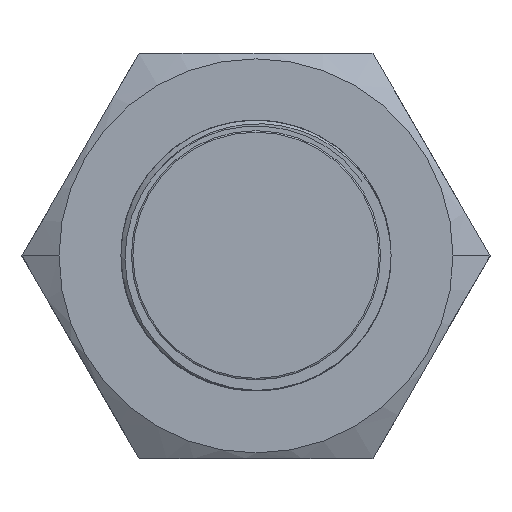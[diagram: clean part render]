
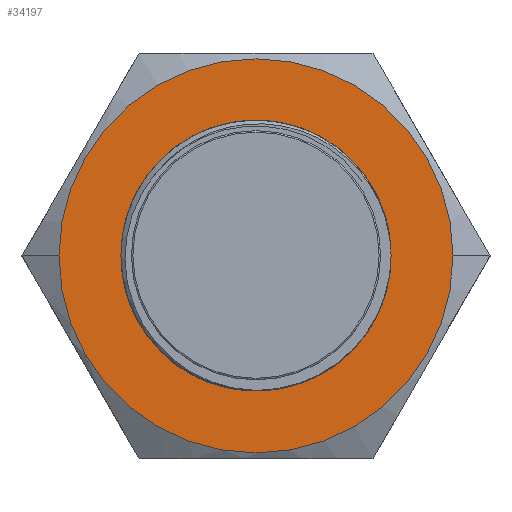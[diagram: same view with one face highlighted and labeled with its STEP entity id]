
A CAD part, top view. The second image highlights one B-rep face of the part: STEP entity #34197.
In plain terms, the highlighted planar face has unit normal (0, 0, 1).
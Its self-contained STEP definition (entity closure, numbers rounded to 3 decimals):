
#3182=CARTESIAN_POINT('',(-18.706,15.588,
-24.));
#3183=DIRECTION('',(0.,0.,-1.));
#3184=DIRECTION('',(1.,0.,0.));
#3185=AXIS2_PLACEMENT_3D('',#3182,#3183,#3184);
#3187=CARTESIAN_POINT('',(-18.706,15.588,
-24.));
#3188=DIRECTION('',(0.,0.,-1.));
#3189=DIRECTION('',(-1.,0.,0.));
#3190=AXIS2_PLACEMENT_3D('',#3187,#3188,#3189);
#3192=CARTESIAN_POINT('',(-25.505,20.877,-24.));
#3193=CARTESIAN_POINT('',(-25.711,20.622,-24.));
#3194=CARTESIAN_POINT('',(-26.093,20.089,-24.));
#3195=CARTESIAN_POINT('',(-26.58,19.219,-24.));
#3196=CARTESIAN_POINT('',(-26.975,18.266,-24.));
#3197=CARTESIAN_POINT('',(-27.256,17.254,-24.));
#3198=CARTESIAN_POINT('',(-27.414,16.243,-24.));
#3199=CARTESIAN_POINT('',(-27.455,15.163,-24.));
#3200=CARTESIAN_POINT('',(-27.344,13.958,-24.));
#3201=CARTESIAN_POINT('',(-27.006,12.565,-24.));
#3202=CARTESIAN_POINT('',(-26.367,11.134,-24.));
#3203=CARTESIAN_POINT('',(-25.516,9.882,-24.));
#3204=CARTESIAN_POINT('',(-24.581,8.904,-24.));
#3205=CARTESIAN_POINT('',(-23.648,8.164,-24.));
#3206=CARTESIAN_POINT('',(-22.705,7.594,-24.));
#3207=CARTESIAN_POINT('',(-21.728,7.154,-24.));
#3208=CARTESIAN_POINT('',(-20.68,6.825,-24.));
#3209=CARTESIAN_POINT('',(-19.605,6.631,-24.));
#3210=CARTESIAN_POINT('',(-18.881,6.59,-24.));
#3211=CARTESIAN_POINT('',(-18.516,6.59,-24.));
#3213=CARTESIAN_POINT('',(-9.716,16.009,-24.));
#3214=CARTESIAN_POINT('',(-9.749,16.502,-24.));
#3215=CARTESIAN_POINT('',(-9.892,17.464,-24.));
#3216=CARTESIAN_POINT('',(-10.333,18.854,-24.));
#3217=CARTESIAN_POINT('',(-10.981,20.129,-24.));
#3218=CARTESIAN_POINT('',(-11.828,21.301,-24.));
#3219=CARTESIAN_POINT('',(-12.891,22.345,-24.));
#3220=CARTESIAN_POINT('',(-14.112,23.191,-24.));
#3221=CARTESIAN_POINT('',(-15.313,23.762,-24.));
#3222=CARTESIAN_POINT('',(-16.583,24.161,-24.));
#3223=CARTESIAN_POINT('',(-17.987,24.369,-24.));
#3224=CARTESIAN_POINT('',(-19.433,24.345,-24.));
#3225=CARTESIAN_POINT('',(-20.85,24.082,-24.));
#3226=CARTESIAN_POINT('',(-22.134,23.614,-24.));
#3227=CARTESIAN_POINT('',(-23.245,23.01,-24.));
#3228=CARTESIAN_POINT('',(-24.165,22.324,-24.));
#3229=CARTESIAN_POINT('',(-24.91,21.614,-24.));
#3230=CARTESIAN_POINT('',(-25.32,21.123,-24.));
#3231=CARTESIAN_POINT('',(-25.505,20.877,-24.));
#8481=CARTESIAN_POINT('',(-18.706,15.588,-24.));
#8482=DIRECTION('',(0.,0.,-1.));
#8483=DIRECTION('',(0.999,0.047,0.));
#8484=AXIS2_PLACEMENT_3D('',#8481,#8482,#8483);
#16349=CARTESIAN_POINT('',(-5.581,15.588,
-24.));
#16350=CARTESIAN_POINT('',(-31.831,15.588,
-24.));
#16351=VERTEX_POINT('',#16349);
#16352=VERTEX_POINT('',#16350);
#19638=VERTEX_POINT('',#3192);
#19639=VERTEX_POINT('',#3211);
#19640=VERTEX_POINT('',#3213);
#34179=CARTESIAN_POINT('',(-26.5,29.088,-24.));
#34180=DIRECTION('',(0.,0.,1.));
#34181=DIRECTION('',(-1.,0.,0.));
#34182=AXIS2_PLACEMENT_3D('',#34179,#34180,#34181);
#34183=PLANE('',#34182);
#34185=ORIENTED_EDGE('',*,*,#34184,.T.);
#34187=ORIENTED_EDGE('',*,*,#34186,.T.);
#34188=EDGE_LOOP('',(#34185,#34187));
#34189=FACE_OUTER_BOUND('',#34188,.F.);
#34191=ORIENTED_EDGE('',*,*,#34190,.T.);
#34193=ORIENTED_EDGE('',*,*,#34192,.F.);
#34194=ORIENTED_EDGE('',*,*,#27008,.T.);
#34195=EDGE_LOOP('',(#34191,#34193,#34194));
#34196=FACE_BOUND('',#34195,.F.);
#34197=ADVANCED_FACE('',(#34189,#34196),#34183,.T.);
#3186=CIRCLE('',#3185,13.125);
#3191=CIRCLE('',#3190,13.125);
#3212=B_SPLINE_CURVE_WITH_KNOTS('',3,(#3192,#3193,#3194,#3195,#3196,#3197,#3198,
#3199,#3200,#3201,#3202,#3203,#3204,#3205,#3206,#3207,#3208,#3209,#3210,#3211),
.UNSPECIFIED.,.F.,.F.,(4,1,1,1,1,1,1,1,1,1,1,1,1,1,1,1,1,4),(0.,
0.059,0.118,0.176,0.235,
0.294,0.353,0.412,0.471,
0.529,0.588,0.647,0.706,
0.765,0.824,0.882,0.941,1.),
.UNSPECIFIED.);
#3232=B_SPLINE_CURVE_WITH_KNOTS('',3,(#3213,#3214,#3215,#3216,#3217,#3218,#3219,
#3220,#3221,#3222,#3223,#3224,#3225,#3226,#3227,#3228,#3229,#3230,#3231),
.UNSPECIFIED.,.F.,.F.,(4,1,1,1,1,1,1,1,1,1,1,1,1,1,1,1,4),(0.,0.063,0.125,
0.188,0.25,0.313,0.375,0.438,0.5,0.563,0.625,0.688,
0.75,0.813,0.875,0.938,1.),.UNSPECIFIED.);
#8485=CIRCLE('',#8484,9.);
#27008=EDGE_CURVE('',#19640,#19638,#3232,.T.);
#34184=EDGE_CURVE('',#16351,#16352,#3186,.T.);
#34186=EDGE_CURVE('',#16352,#16351,#3191,.T.);
#34190=EDGE_CURVE('',#19638,#19639,#3212,.T.);
#34192=EDGE_CURVE('',#19640,#19639,#8485,.T.);
